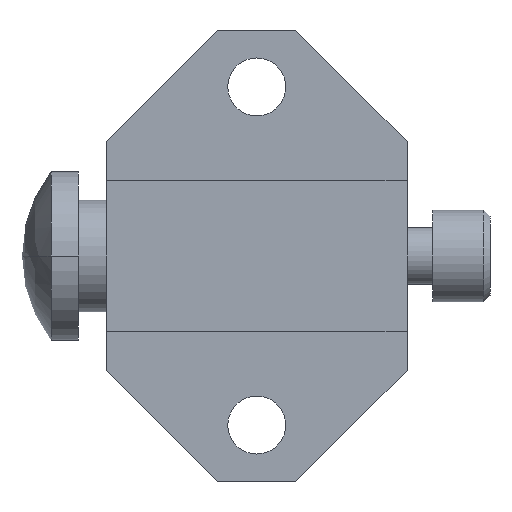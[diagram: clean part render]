
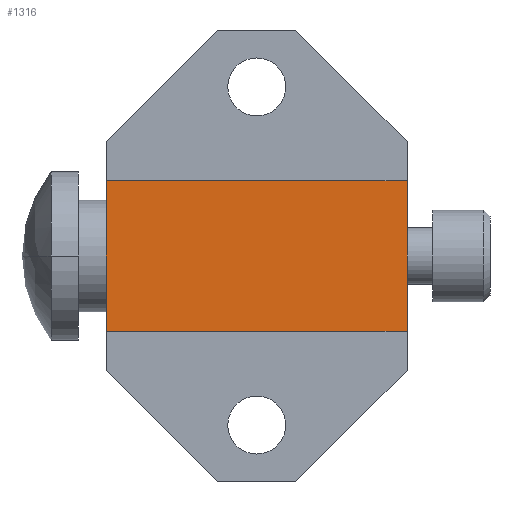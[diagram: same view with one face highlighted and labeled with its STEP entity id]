
A CAD part, front view. The second image highlights one B-rep face of the part: STEP entity #1316.
In plain terms, the highlighted planar face has unit normal (0, -1, 0).
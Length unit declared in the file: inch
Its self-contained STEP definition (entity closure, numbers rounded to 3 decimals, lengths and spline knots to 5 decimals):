
#355=DIRECTION('',(0.,0.,1.));
#356=VECTOR('',#355,0.5);
#357=CARTESIAN_POINT('',(0.5,0.015,-0.25));
#358=LINE('',#357,#356);
#405=DIRECTION('',(-1.,0.,0.));
#406=VECTOR('',#405,1.);
#407=CARTESIAN_POINT('',(0.5,0.015,0.25));
#408=LINE('',#407,#406);
#412=DIRECTION('',(1.,0.,0.));
#413=VECTOR('',#412,1.);
#414=CARTESIAN_POINT('',(-0.5,0.015,-0.25));
#415=LINE('',#414,#413);
#435=DIRECTION('',(0.,0.,1.));
#436=VECTOR('',#435,0.5);
#437=CARTESIAN_POINT('',(-0.5,0.015,-0.25));
#438=LINE('',#437,#436);
#956=CARTESIAN_POINT('',(-0.5,0.015,-0.25));
#957=CARTESIAN_POINT('',(-0.5,0.015,0.25));
#958=VERTEX_POINT('',#956);
#959=VERTEX_POINT('',#957);
#960=CARTESIAN_POINT('',(0.5,0.015,-0.25));
#961=CARTESIAN_POINT('',(0.5,0.015,0.25));
#962=VERTEX_POINT('',#960);
#963=VERTEX_POINT('',#961);
#1302=CARTESIAN_POINT('',(0.,0.015,0.));
#1303=DIRECTION('',(0.,-1.,0.));
#1304=DIRECTION('',(1.,0.,0.));
#1305=AXIS2_PLACEMENT_3D('',#1302,#1303,#1304);
#1306=PLANE('',#1305);
#1308=ORIENTED_EDGE('',*,*,#1307,.T.);
#1310=ORIENTED_EDGE('',*,*,#1309,.F.);
#1311=ORIENTED_EDGE('',*,*,#1258,.F.);
#1313=ORIENTED_EDGE('',*,*,#1312,.F.);
#1314=EDGE_LOOP('',(#1308,#1310,#1311,#1313));
#1315=FACE_OUTER_BOUND('',#1314,.F.);
#1316=ADVANCED_FACE('',(#1315),#1306,.T.);
#1258=EDGE_CURVE('',#962,#963,#358,.T.);
#1307=EDGE_CURVE('',#958,#959,#438,.T.);
#1309=EDGE_CURVE('',#963,#959,#408,.T.);
#1312=EDGE_CURVE('',#958,#962,#415,.T.);
